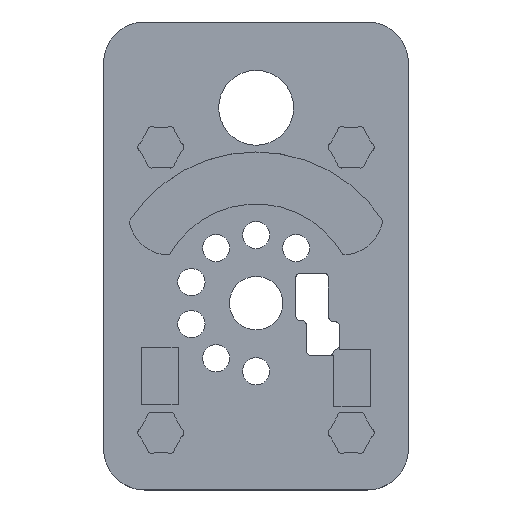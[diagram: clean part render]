
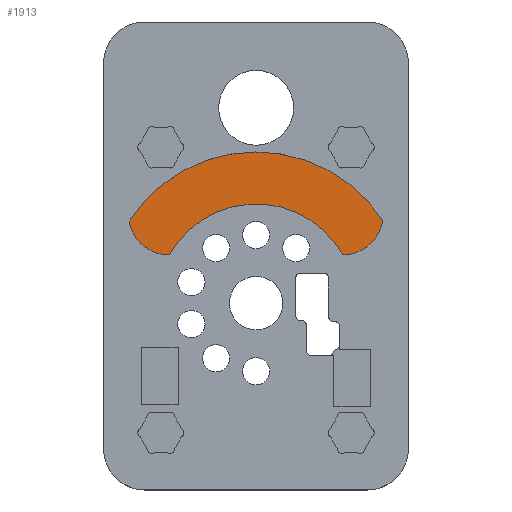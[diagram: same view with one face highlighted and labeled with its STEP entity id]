
A CAD part, top view. The second image highlights one B-rep face of the part: STEP entity #1913.
In plain terms, the highlighted planar face has unit normal (0, 0, 1).
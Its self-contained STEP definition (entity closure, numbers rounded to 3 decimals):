
#41=PLANE('',#2039);
#98=FACE_OUTER_BOUND('',#202,.T.);
#202=EDGE_LOOP('',(#1298,#1299,#1300,#1301));
#700=CIRCLE('',#2028,6.);
#702=CIRCLE('',#2031,22.206);
#704=CIRCLE('',#2034,6.);
#706=CIRCLE('',#2037,14.566);
#802=VERTEX_POINT('',#2835);
#803=VERTEX_POINT('',#2836);
#806=VERTEX_POINT('',#2844);
#808=VERTEX_POINT('',#2850);
#994=EDGE_CURVE('',#802,#803,#700,.F.);
#998=EDGE_CURVE('',#803,#806,#702,.F.);
#1001=EDGE_CURVE('',#806,#808,#704,.F.);
#1004=EDGE_CURVE('',#808,#802,#706,.F.);
#1298=ORIENTED_EDGE('',*,*,#1001,.T.);
#1299=ORIENTED_EDGE('',*,*,#1004,.T.);
#1300=ORIENTED_EDGE('',*,*,#994,.T.);
#1301=ORIENTED_EDGE('',*,*,#998,.T.);
#1913=ADVANCED_FACE('',(#98),#41,.F.);
#2028=AXIS2_PLACEMENT_3D('',#2837,#2237,#2238);
#2031=AXIS2_PLACEMENT_3D('',#2845,#2245,#2246);
#2034=AXIS2_PLACEMENT_3D('',#2851,#2252,#2253);
#2037=AXIS2_PLACEMENT_3D('',#2856,#2259,#2260);
#2039=AXIS2_PLACEMENT_3D('',#2858,#2263,#2264);
#2237=DIRECTION('center_axis',(0.,0.,-1.));
#2238=DIRECTION('ref_axis',(-1.,0.,0.));
#2245=DIRECTION('center_axis',(0.,0.,-1.));
#2246=DIRECTION('ref_axis',(-1.,0.,0.));
#2252=DIRECTION('center_axis',(0.,0.,-1.));
#2253=DIRECTION('ref_axis',(-1.,0.,0.));
#2259=DIRECTION('center_axis',(0.,0.,1.));
#2260=DIRECTION('ref_axis',(-1.,0.,0.));
#2263=DIRECTION('center_axis',(0.,0.,-1.));
#2264=DIRECTION('ref_axis',(-1.,0.,0.));
#2835=CARTESIAN_POINT('',(35.137,34.511,-2.2));
#2836=CARTESIAN_POINT('',(41.,39.572,-2.2));
#2837=CARTESIAN_POINT('Origin',(35.074,40.51,-2.2));
#2844=CARTESIAN_POINT('',(3.759,39.501,-2.2));
#2845=CARTESIAN_POINT('Origin',(22.403,27.438,-2.2));
#2850=CARTESIAN_POINT('',(9.668,34.51,-2.2));
#2851=CARTESIAN_POINT('Origin',(9.674,40.51,-2.2));
#2856=CARTESIAN_POINT('Origin',(22.403,27.438,-2.2));
#2858=CARTESIAN_POINT('Origin',(22.38,42.077,-2.2));
